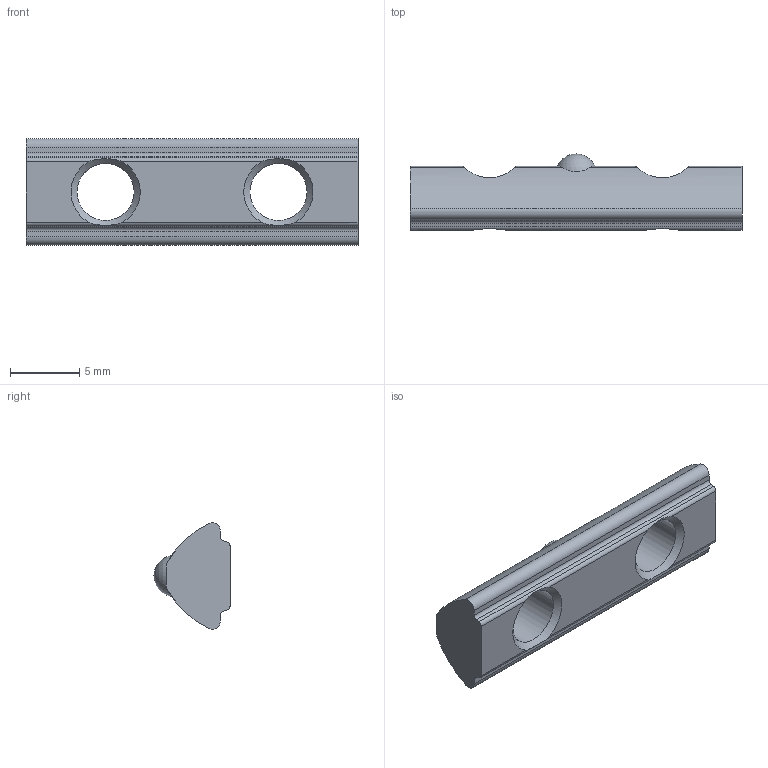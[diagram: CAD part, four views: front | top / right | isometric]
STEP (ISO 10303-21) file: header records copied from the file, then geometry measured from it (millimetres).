
FILE_DESCRIPTION(/* description */ ('STEP AP214'),/* implementation_level */ '2;1');
FILE_NAME(/* name */ '526094_NST-HMV-5-2-M5',/* time_stamp */ '2024-09-13T09:35:26+02:00',/* author */ ('License CC BY-ND 4.0'),/* organization */ ('CADENAS'),/* preprocessor_version */ 'ST-DEVELOPER v19.3',/* originating_system */ 'PARTsolutions',/* authorisation */ ' ');
FILE_SCHEMA (('AUTOMOTIVE_DESIGN {1 0 10303 214 3 1 1}'));
Length unit declared in the file: millimetre
Products named in the file (1): 526094 NST-HMV-5-2-M5
Bounding box: 24 x 5.5 x 7.7 mm (x, y, z)
Volume: 503.6 mm3; surface area: 582.1 mm2
Topology: 1 solids, 1 shells, 34 faces, 109 edges, 72 vertices
Faces by surface type: cylinder 18, plane 13, cone 2, sphere 1
Full cylindrical faces by diameter (mm): 4.134 x2
Entity records: 1216 total; most frequent: CARTESIAN_POINT 291, ORIENTED_EDGE 196, DIRECTION 178, EDGE_CURVE 98, AXIS2_PLACEMENT_3D 67, VERTEX_POINT 66, LINE 44, VECTOR 44
